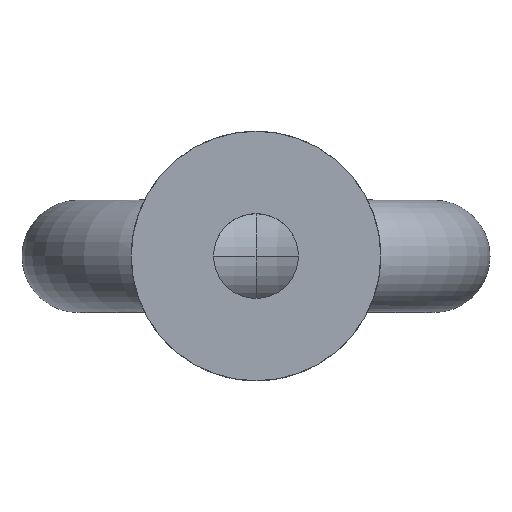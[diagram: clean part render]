
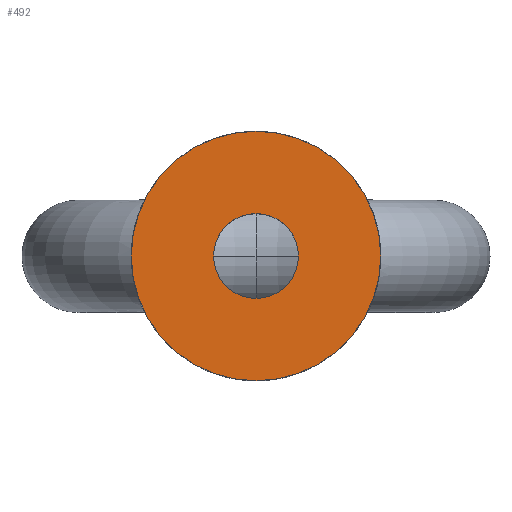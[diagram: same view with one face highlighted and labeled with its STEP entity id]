
A CAD part, top view. The second image highlights one B-rep face of the part: STEP entity #492.
In plain terms, the highlighted planar face has unit normal (0, 0, 1).
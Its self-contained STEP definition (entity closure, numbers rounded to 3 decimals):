
#28 = AXIS2_PLACEMENT_3D ( 'NONE', #169, #477, #438 ) ;
#44 = CARTESIAN_POINT ( 'NONE',  ( 0., 0., 18. ) ) ;
#83 = CARTESIAN_POINT ( 'NONE',  ( 0., 0., 18. ) ) ;
#93 = CIRCLE ( 'NONE', #644, 10. ) ;
#115 = DIRECTION ( 'NONE',  ( 1., 0., 0. ) ) ;
#157 = VERTEX_POINT ( 'NONE', #481 ) ;
#162 = CARTESIAN_POINT ( 'NONE',  ( 0., 0., 18. ) ) ;
#169 = CARTESIAN_POINT ( 'NONE',  ( 0., 0., 18. ) ) ;
#180 = CARTESIAN_POINT ( 'NONE',  ( 0., 0., 18. ) ) ;
#182 = AXIS2_PLACEMENT_3D ( 'NONE', #162, #575, #638 ) ;
#198 = EDGE_CURVE ( 'NONE', #835, #655, #624, .T. ) ;
#218 = ORIENTED_EDGE ( 'NONE', *, *, #318, .T. ) ;
#243 = CARTESIAN_POINT ( 'NONE',  ( 10., 0., 18. ) ) ;
#246 = EDGE_LOOP ( 'NONE', ( #749, #218 ) ) ;
#278 = CARTESIAN_POINT ( 'NONE',  ( 3.4, 0., 18. ) ) ;
#281 = ORIENTED_EDGE ( 'NONE', *, *, #511, .F. ) ;
#287 = FACE_OUTER_BOUND ( 'NONE', #246, .T. ) ;
#318 = EDGE_CURVE ( 'NONE', #655, #835, #93, .T. ) ;
#386 = CIRCLE ( 'NONE', #182, 3.4 ) ;
#390 = VERTEX_POINT ( 'NONE', #278 ) ;
#438 = DIRECTION ( 'NONE',  ( 1., 0., 0. ) ) ;
#441 = DIRECTION ( 'NONE',  ( 0., 0., 1. ) ) ;
#444 = DIRECTION ( 'NONE',  ( 1., 0., 0. ) ) ;
#460 = CARTESIAN_POINT ( 'NONE',  ( -10., 0., 18. ) ) ;
#462 = CIRCLE ( 'NONE', #685, 3.4 ) ;
#467 = DIRECTION ( 'NONE',  ( 0., 0., 1. ) ) ;
#477 = DIRECTION ( 'NONE',  ( 0., 0., 1. ) ) ;
#481 = CARTESIAN_POINT ( 'NONE',  ( -3.4, 0., 18. ) ) ;
#492 = ADVANCED_FACE ( 'NONE', ( #287, #697 ), #505, .T. ) ;
#505 = PLANE ( 'NONE',  #643 ) ;
#511 = EDGE_CURVE ( 'NONE', #157, #390, #462, .T. ) ;
#551 = ORIENTED_EDGE ( 'NONE', *, *, #782, .F. ) ;
#575 = DIRECTION ( 'NONE',  ( 0., 0., 1. ) ) ;
#609 = DIRECTION ( 'NONE',  ( 1., 0., 0. ) ) ;
#624 = CIRCLE ( 'NONE', #28, 10. ) ;
#632 = DIRECTION ( 'NONE',  ( 0., 0., 1. ) ) ;
#638 = DIRECTION ( 'NONE',  ( 1., 0., 0. ) ) ;
#643 = AXIS2_PLACEMENT_3D ( 'NONE', #180, #632, #444 ) ;
#644 = AXIS2_PLACEMENT_3D ( 'NONE', #83, #467, #609 ) ;
#655 = VERTEX_POINT ( 'NONE', #460 ) ;
#685 = AXIS2_PLACEMENT_3D ( 'NONE', #44, #441, #115 ) ;
#697 = FACE_BOUND ( 'NONE', #787, .T. ) ;
#749 = ORIENTED_EDGE ( 'NONE', *, *, #198, .T. ) ;
#782 = EDGE_CURVE ( 'NONE', #390, #157, #386, .T. ) ;
#787 = EDGE_LOOP ( 'NONE', ( #281, #551 ) ) ;
#835 = VERTEX_POINT ( 'NONE', #243 ) ;
